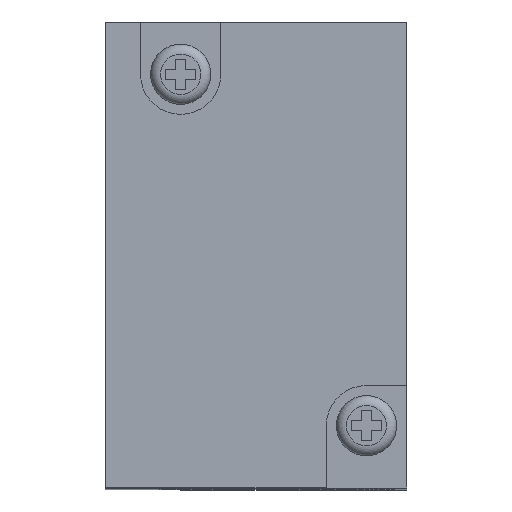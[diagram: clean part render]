
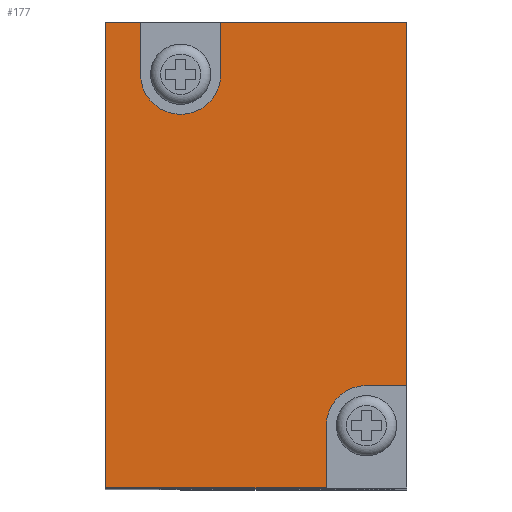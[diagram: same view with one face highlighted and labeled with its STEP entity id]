
A CAD part, top view. The second image highlights one B-rep face of the part: STEP entity #177.
In plain terms, the highlighted planar face has unit normal (0, 0, 1).
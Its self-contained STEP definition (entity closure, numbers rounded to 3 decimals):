
#177 = ADVANCED_FACE( '', ( #440 ), #441, .T. );
#440 = FACE_OUTER_BOUND( '', #742, .T. );
#441 = PLANE( '', #743 );
#742 = EDGE_LOOP( '', ( #1563, #1564, #1565, #1566, #1567, #1568, #1569, #1570, #1571, #1572, #1573 ) );
#743 = AXIS2_PLACEMENT_3D( '', #1574, #1575, #1576 );
#1563 = ORIENTED_EDGE( '', *, *, #2032, .F. );
#1564 = ORIENTED_EDGE( '', *, *, #2035, .F. );
#1565 = ORIENTED_EDGE( '', *, *, #2029, .F. );
#1566 = ORIENTED_EDGE( '', *, *, #2047, .T. );
#1567 = ORIENTED_EDGE( '', *, *, #2048, .T. );
#1568 = ORIENTED_EDGE( '', *, *, #2040, .F. );
#1569 = ORIENTED_EDGE( '', *, *, #2043, .F. );
#1570 = ORIENTED_EDGE( '', *, *, #2045, .F. );
#1571 = ORIENTED_EDGE( '', *, *, #2049, .T. );
#1572 = ORIENTED_EDGE( '', *, *, #2050, .T. );
#1573 = ORIENTED_EDGE( '', *, *, #2051, .T. );
#1574 = CARTESIAN_POINT( '', ( 0., 0., 0. ) );
#1575 = DIRECTION( '', ( 0., 0., 1. ) );
#1576 = DIRECTION( '', ( 1., 0., 0. ) );
#2029 = EDGE_CURVE( '', #2509, #2510, #2511, .T. );
#2032 = EDGE_CURVE( '', #2514, #2515, #2516, .T. );
#2035 = EDGE_CURVE( '', #2510, #2514, #2519, .T. );
#2040 = EDGE_CURVE( '', #2528, #2529, #2530, .T. );
#2043 = EDGE_CURVE( '', #2533, #2528, #2534, .T. );
#2045 = EDGE_CURVE( '', #2536, #2533, #2537, .T. );
#2047 = EDGE_CURVE( '', #2509, #2539, #2540, .T. );
#2048 = EDGE_CURVE( '', #2539, #2529, #2541, .T. );
#2049 = EDGE_CURVE( '', #2536, #2542, #2543, .T. );
#2050 = EDGE_CURVE( '', #2542, #2544, #2545, .T. );
#2051 = EDGE_CURVE( '', #2544, #2515, #2546, .T. );
#2509 = VERTEX_POINT( '', #3222 );
#2510 = VERTEX_POINT( '', #3223 );
#2511 = LINE( '', #3224, #3225 );
#2514 = VERTEX_POINT( '', #3230 );
#2515 = VERTEX_POINT( '', #3231 );
#2516 = LINE( '', #3232, #3233 );
#2519 = CIRCLE( '', #3238, 4. );
#2528 = VERTEX_POINT( '', #3250 );
#2529 = VERTEX_POINT( '', #3251 );
#2530 = LINE( '', #3252, #3253 );
#2533 = VERTEX_POINT( '', #3258 );
#2534 = CIRCLE( '', #3259, 4. );
#2536 = VERTEX_POINT( '', #3262 );
#2537 = LINE( '', #3263, #3264 );
#2539 = VERTEX_POINT( '', #3267 );
#2540 = LINE( '', #3268, #3269 );
#2541 = LINE( '', #3270, #3271 );
#2542 = VERTEX_POINT( '', #3272 );
#2543 = LINE( '', #3273, #3274 );
#2544 = VERTEX_POINT( '', #3275 );
#2545 = LINE( '', #3276, #3277 );
#2546 = LINE( '', #3278, #3279 );
#3222 = CARTESIAN_POINT( '', ( 15., -13., 0. ) );
#3223 = CARTESIAN_POINT( '', ( 11., -13., 0. ) );
#3224 = CARTESIAN_POINT( '', ( 15., -13., 0. ) );
#3225 = VECTOR( '', #3669, 1000. );
#3230 = CARTESIAN_POINT( '', ( 7., -17., 0. ) );
#3231 = CARTESIAN_POINT( '', ( 7., -23.2, 0. ) );
#3232 = CARTESIAN_POINT( '', ( 7., -17., 0. ) );
#3233 = VECTOR( '', #3672, 1000. );
#3238 = AXIS2_PLACEMENT_3D( '', #3675, #3676, #3677 );
#3250 = CARTESIAN_POINT( '', ( -3.5, 18., 0. ) );
#3251 = CARTESIAN_POINT( '', ( -3.5, 23.2, 0. ) );
#3252 = CARTESIAN_POINT( '', ( -3.5, 18., 0. ) );
#3253 = VECTOR( '', #3684, 1000. );
#3258 = CARTESIAN_POINT( '', ( -11.5, 18., 0. ) );
#3259 = AXIS2_PLACEMENT_3D( '', #3687, #3688, #3689 );
#3262 = CARTESIAN_POINT( '', ( -11.5, 23.2, 0. ) );
#3263 = CARTESIAN_POINT( '', ( -11.5, 23.2, 0. ) );
#3264 = VECTOR( '', #3691, 1000. );
#3267 = CARTESIAN_POINT( '', ( 15., 23.2, 0. ) );
#3268 = CARTESIAN_POINT( '', ( 15., -23.2, 0. ) );
#3269 = VECTOR( '', #3693, 1000. );
#3270 = CARTESIAN_POINT( '', ( 15., 23.2, 0. ) );
#3271 = VECTOR( '', #3694, 1000. );
#3272 = CARTESIAN_POINT( '', ( -15., 23.2, 0. ) );
#3273 = CARTESIAN_POINT( '', ( 15., 23.2, 0. ) );
#3274 = VECTOR( '', #3695, 1000. );
#3275 = CARTESIAN_POINT( '', ( -15., -23.2, 0. ) );
#3276 = CARTESIAN_POINT( '', ( -15., 23.2, 0. ) );
#3277 = VECTOR( '', #3696, 1000. );
#3278 = CARTESIAN_POINT( '', ( -15., -23.2, 0. ) );
#3279 = VECTOR( '', #3697, 1000. );
#3669 = DIRECTION( '', ( -1., 0., 0. ) );
#3672 = DIRECTION( '', ( 0., -1., 0. ) );
#3675 = CARTESIAN_POINT( '', ( 11., -17., 0. ) );
#3676 = DIRECTION( '', ( 0., 0., 1. ) );
#3677 = DIRECTION( '', ( 1., 0., 0. ) );
#3684 = DIRECTION( '', ( 0., 1., 0. ) );
#3687 = CARTESIAN_POINT( '', ( -7.5, 18., 0. ) );
#3688 = DIRECTION( '', ( 0., 0., 1. ) );
#3689 = DIRECTION( '', ( 1., 0., 0. ) );
#3691 = DIRECTION( '', ( 0., -1., 0. ) );
#3693 = DIRECTION( '', ( 0., 1., 0. ) );
#3694 = DIRECTION( '', ( -1., 0., 0. ) );
#3695 = DIRECTION( '', ( -1., 0., 0. ) );
#3696 = DIRECTION( '', ( 0., -1., 0. ) );
#3697 = DIRECTION( '', ( 1., 0., 0. ) );
